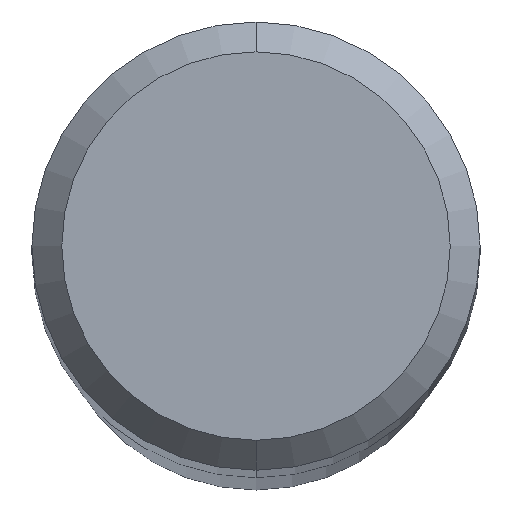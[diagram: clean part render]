
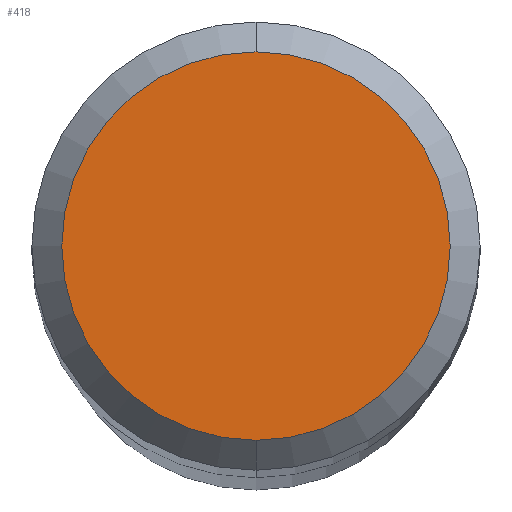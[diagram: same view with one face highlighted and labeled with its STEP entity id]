
A CAD part, top view. The second image highlights one B-rep face of the part: STEP entity #418.
In plain terms, the highlighted planar face has unit normal (0, 0, 1).
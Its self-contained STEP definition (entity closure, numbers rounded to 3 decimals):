
#182=VERTEX_POINT('',#471);
#206=EDGE_CURVE('',#268,#182,#496,.T.);
#268=VERTEX_POINT('',#562);
#356=EDGE_CURVE('',#182,#268,#659,.T.);
#418=ADVANCED_FACE('',(#728),#729,.T.);
#471=CARTESIAN_POINT('',(0.,-2.6,0.0));
#496=CIRCLE('',#838,2.6);
#562=CARTESIAN_POINT('',(0.0,2.6,0.0));
#659=CIRCLE('',#1190,2.6);
#728=FACE_OUTER_BOUND('',#1320,.T.);
#729=PLANE('',#1321);
#838=AXIS2_PLACEMENT_3D('',#1403,#1404,#1405);
#1190=AXIS2_PLACEMENT_3D('',#1566,#1567,#1568);
#1320=EDGE_LOOP('',(#1655,#1656));
#1321=AXIS2_PLACEMENT_3D('',#1657,#1658,#1659);
#1403=CARTESIAN_POINT('',(0.0,0.0,0.0));
#1404=DIRECTION('',(0.0,0.0,-1.0));
#1405=DIRECTION('',(0.0,1.0,0.0));
#1566=CARTESIAN_POINT('',(0.0,0.0,0.0));
#1567=DIRECTION('',(0.0,0.0,-1.0));
#1568=DIRECTION('',(0.0,1.0,0.0));
#1655=ORIENTED_EDGE('',*,*,#206,.F.);
#1656=ORIENTED_EDGE('',*,*,#356,.F.);
#1657=CARTESIAN_POINT('',(0.0,1.3,0.0));
#1658=DIRECTION('',(-0.0,0.0,1.0));
#1659=DIRECTION('',(0.0,-1.0,0.0));
